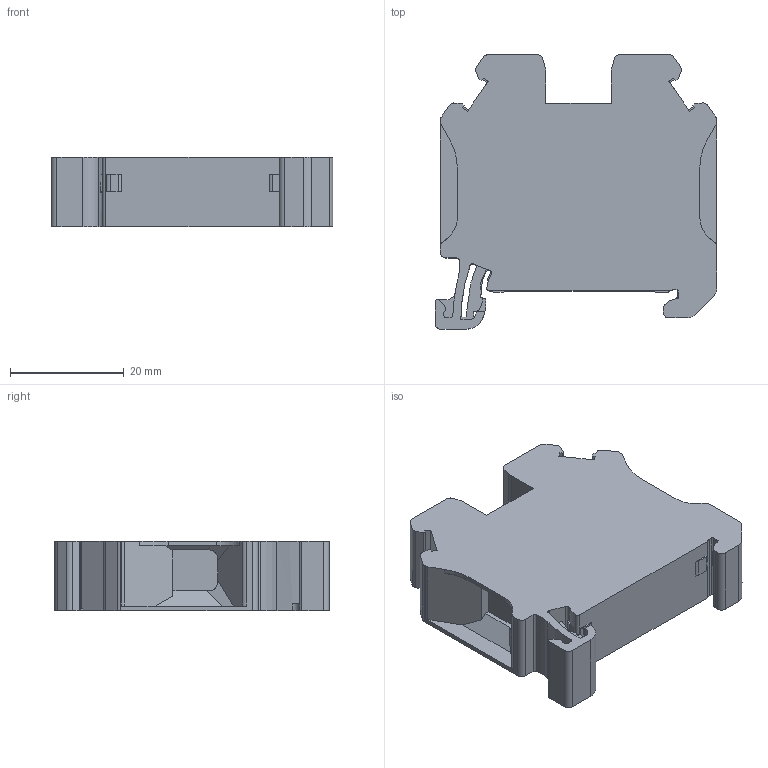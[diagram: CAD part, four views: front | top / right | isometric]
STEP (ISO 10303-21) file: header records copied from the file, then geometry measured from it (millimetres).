
FILE_DESCRIPTION((''),'2;1');
FILE_NAME('PRT0002','2024-07-26T',('sheji99'),(''),'PRO/ENGINEER BY PARAMETRIC TECHNOLOGY CORPORATION, 2009280','PRO/ENGINEER BY PARAMETRIC TECHNOLOGY CORPORATION, 2009280','');
FILE_SCHEMA(('AUTOMOTIVE_DESIGN { 1 0 10303 214 1 1 1 1 }'));
Length unit declared in the file: millimetre
Products named in the file (1): PRT0002
Bounding box: 49.5 x 48.2 x 12.15 mm (x, y, z)
Volume: 19032.9 mm3; surface area: 8061.6 mm2
Topology: 1 solids, 3 shells, 368 faces, 1084 edges, 725 vertices
Faces by surface type: plane 197, cylinder 145, cone 18, torus 8
Entity records: 13270 total; most frequent: CARTESIAN_POINT 2474, ORIENTED_EDGE 2168, DIRECTION 2107, EDGE_CURVE 1084, VERTEX_POINT 725, VECTOR 703, LINE 703, AXIS2_PLACEMENT_3D 702
